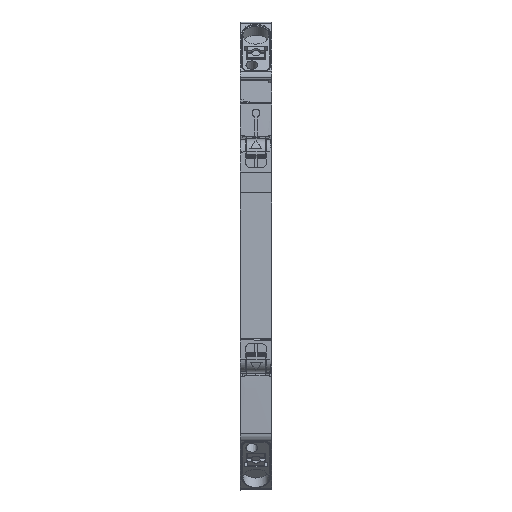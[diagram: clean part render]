
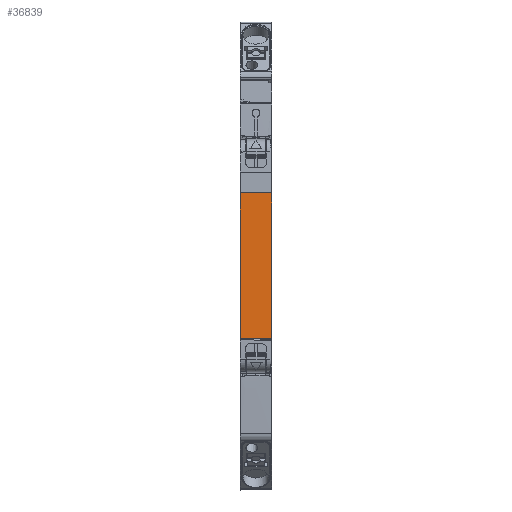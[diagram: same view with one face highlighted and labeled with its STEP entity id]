
A CAD part, top view. The second image highlights one B-rep face of the part: STEP entity #36839.
In plain terms, the highlighted planar face has unit normal (0.009, 0, 1).
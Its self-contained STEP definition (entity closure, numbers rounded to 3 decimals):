
#6402=DIRECTION('',(0.,1.,0.));
#6403=VECTOR('',#6402,27.875);
#6404=CARTESIAN_POINT('',(-3.,-15.875,
69.426));
#6405=LINE('',#6404,#6403);
#6412=CARTESIAN_POINT('',(-3.,-15.875,
69.426));
#10238=DIRECTION('',(1.,0.,-0.009));
#10239=VECTOR('',#10238,6.);
#10240=CARTESIAN_POINT('',(-3.,12.,69.426));
#10241=LINE('',#10240,#10239);
#10273=CARTESIAN_POINT('',(3.,-15.927,
69.374));
#10280=DIRECTION('',(0.,-1.,0.));
#10281=VECTOR('',#10280,27.927);
#10282=CARTESIAN_POINT('',(3.,12.,69.374));
#10283=LINE('',#10282,#10281);
#10288=DIRECTION('',(1.,-0.009,-0.009));
#10289=VECTOR('',#10288,6.001);
#10290=CARTESIAN_POINT('',(-3.,-15.875,
69.426));
#10291=LINE('',#10290,#10289);
#18215=VERTEX_POINT('',#6412);
#18216=CARTESIAN_POINT('',(-3.,12.,69.426));
#18217=VERTEX_POINT('',#18216);
#18319=VERTEX_POINT('',#10273);
#18320=CARTESIAN_POINT('',(3.,12.,69.374));
#18321=VERTEX_POINT('',#18320);
#36828=CARTESIAN_POINT('',(3.,12.,69.374));
#36829=DIRECTION('',(0.009,0.,1.));
#36830=DIRECTION('',(1.,0.,-0.009));
#36831=AXIS2_PLACEMENT_3D('',#36828,#36829,#36830);
#36832=PLANE('',#36831);
#36833=ORIENTED_EDGE('',*,*,#28977,.F.);
#36834=ORIENTED_EDGE('',*,*,#29037,.T.);
#36835=ORIENTED_EDGE('',*,*,#36733,.T.);
#36836=ORIENTED_EDGE('',*,*,#36810,.T.);
#36837=EDGE_LOOP('',(#36833,#36834,#36835,#36836));
#36838=FACE_OUTER_BOUND('',#36837,.F.);
#36839=ADVANCED_FACE('',(#36838),#36832,.T.);
#28977=EDGE_CURVE('',#18215,#18319,#10291,.T.);
#29037=EDGE_CURVE('',#18215,#18217,#6405,.T.);
#36733=EDGE_CURVE('',#18217,#18321,#10241,.T.);
#36810=EDGE_CURVE('',#18321,#18319,#10283,.T.);
